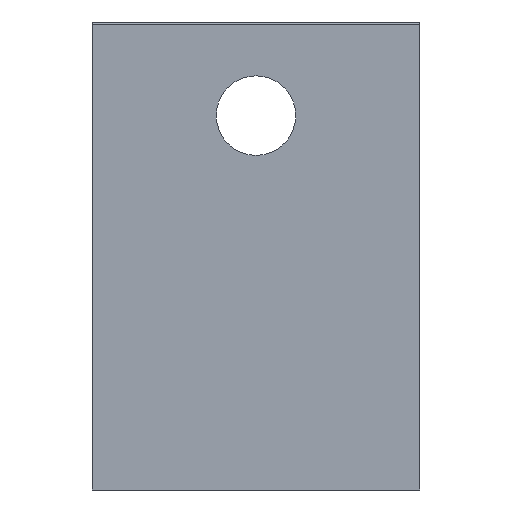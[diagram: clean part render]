
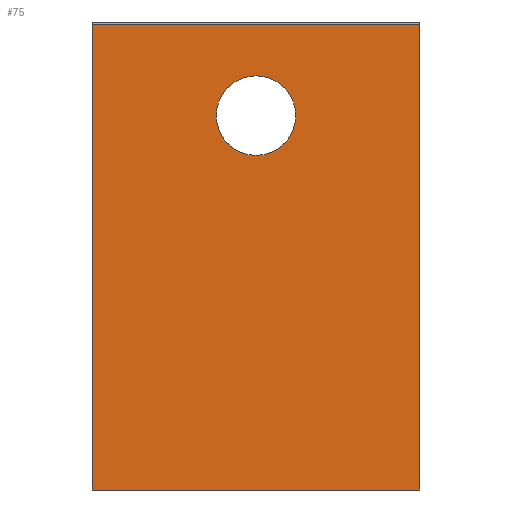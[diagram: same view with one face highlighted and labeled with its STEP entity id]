
A CAD part, front view. The second image highlights one B-rep face of the part: STEP entity #75.
In plain terms, the highlighted planar face has unit normal (0, -1, 0).
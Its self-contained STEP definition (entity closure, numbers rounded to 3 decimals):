
#75 = ADVANCED_FACE( '', ( #182, #183 ), #184, .F. );
#182 = FACE_BOUND( '', #324, .T. );
#183 = FACE_OUTER_BOUND( '', #325, .T. );
#184 = PLANE( '', #326 );
#324 = EDGE_LOOP( '', ( #482 ) );
#325 = EDGE_LOOP( '', ( #483, #484, #485, #486 ) );
#326 = AXIS2_PLACEMENT_3D( '', #487, #488, #489 );
#482 = ORIENTED_EDGE( '', *, *, #892, .F. );
#483 = ORIENTED_EDGE( '', *, *, #893, .T. );
#484 = ORIENTED_EDGE( '', *, *, #894, .F. );
#485 = ORIENTED_EDGE( '', *, *, #895, .F. );
#486 = ORIENTED_EDGE( '', *, *, #896, .T. );
#487 = CARTESIAN_POINT( '', ( 17.5, 0., 49.7 ) );
#488 = DIRECTION( '', ( 0., 1., 0. ) );
#489 = DIRECTION( '', ( 0., 0., 1. ) );
#892 = EDGE_CURVE( '', #1078, #1078, #1079, .T. );
#893 = EDGE_CURVE( '', #1080, #1081, #1082, .T. );
#894 = EDGE_CURVE( '', #1083, #1081, #1084, .T. );
#895 = EDGE_CURVE( '', #1085, #1083, #1086, .T. );
#896 = EDGE_CURVE( '', #1085, #1080, #1087, .T. );
#1078 = VERTEX_POINT( '', #1342 );
#1079 = CIRCLE( '', #1343, 4.25 );
#1080 = VERTEX_POINT( '', #1344 );
#1081 = VERTEX_POINT( '', #1345 );
#1082 = LINE( '', #1346, #1347 );
#1083 = VERTEX_POINT( '', #1348 );
#1084 = LINE( '', #1349, #1350 );
#1085 = VERTEX_POINT( '', #1351 );
#1086 = LINE( '', #1352, #1353 );
#1087 = LINE( '', #1354, #1355 );
#1342 = CARTESIAN_POINT( '', ( 0., 0., 35.75 ) );
#1343 = AXIS2_PLACEMENT_3D( '', #1648, #1649, #1650 );
#1344 = CARTESIAN_POINT( '', ( -17.5, 0., 49.7 ) );
#1345 = CARTESIAN_POINT( '', ( -17.5, 0., 0. ) );
#1346 = CARTESIAN_POINT( '', ( -17.5, 0., 49.7 ) );
#1347 = VECTOR( '', #1651, 1000. );
#1348 = CARTESIAN_POINT( '', ( 17.5, 0., 0. ) );
#1349 = CARTESIAN_POINT( '', ( 17.5, 0., 0. ) );
#1350 = VECTOR( '', #1652, 1000. );
#1351 = CARTESIAN_POINT( '', ( 17.5, 0., 49.7 ) );
#1352 = CARTESIAN_POINT( '', ( 17.5, 0., 49.7 ) );
#1353 = VECTOR( '', #1653, 1000. );
#1354 = CARTESIAN_POINT( '', ( 17.5, 0., 49.7 ) );
#1355 = VECTOR( '', #1654, 1000. );
#1648 = CARTESIAN_POINT( '', ( 0., 0., 40. ) );
#1649 = DIRECTION( '', ( 0., -1., 0. ) );
#1650 = DIRECTION( '', ( 0., 0., -1. ) );
#1651 = DIRECTION( '', ( 0., 0., -1. ) );
#1652 = DIRECTION( '', ( -1., 0., 0. ) );
#1653 = DIRECTION( '', ( 0., 0., -1. ) );
#1654 = DIRECTION( '', ( -1., 0., 0. ) );
